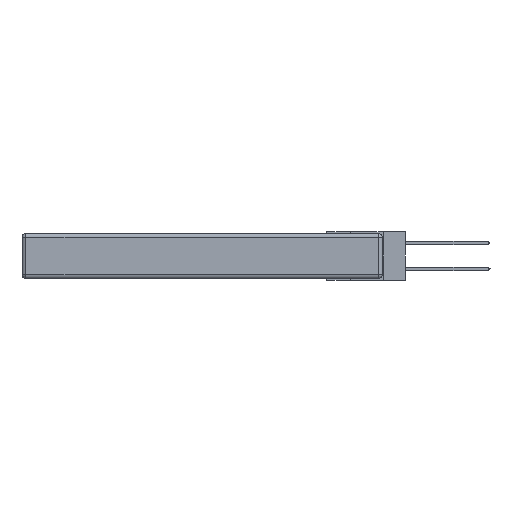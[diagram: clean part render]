
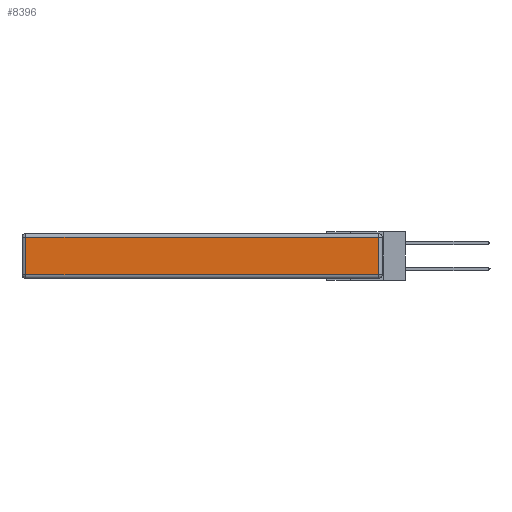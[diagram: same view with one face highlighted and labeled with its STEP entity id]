
A CAD part, left-side view. The second image highlights one B-rep face of the part: STEP entity #8396.
In plain terms, the highlighted planar face has unit normal (-1, 0, 0).
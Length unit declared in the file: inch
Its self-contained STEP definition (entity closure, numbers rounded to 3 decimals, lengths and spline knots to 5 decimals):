
#448 = ORIENTED_EDGE ( 'NONE', *, *, #28798, .T. ) ;
#1675 = LINE ( 'NONE', #11173, #13265 ) ;
#1874 = EDGE_CURVE ( 'NONE', #2014, #26470, #1675, .T. ) ;
#1947 = CARTESIAN_POINT ( 'NONE',  ( 0., 0.03, -0.03 ) ) ;
#2014 = VERTEX_POINT ( 'NONE', #10985 ) ;
#3177 = CARTESIAN_POINT ( 'NONE',  ( 0., 2.75, -0.03 ) ) ;
#3708 = LINE ( 'NONE', #21586, #9897 ) ;
#4000 = DIRECTION ( 'NONE',  ( 0., 0., 1. ) ) ;
#4409 = VERTEX_POINT ( 'NONE', #8239 ) ;
#5770 = VERTEX_POINT ( 'NONE', #1947 ) ;
#8239 = CARTESIAN_POINT ( 'NONE',  ( 0., 2.72, -0.03 ) ) ;
#8396 = ADVANCED_FACE ( 'NONE', ( #23933 ), #22345, .T. ) ;
#9199 = CARTESIAN_POINT ( 'NONE',  ( 0., 0., -0.343 ) ) ;
#9850 = VECTOR ( 'NONE', #11030, 39.37008 ) ;
#9897 = VECTOR ( 'NONE', #29236, 39.37008 ) ;
#10985 = CARTESIAN_POINT ( 'NONE',  ( 0., 2.72, -0.313 ) ) ;
#11030 = DIRECTION ( 'NONE',  ( 0., 1., 0. ) ) ;
#11065 = DIRECTION ( 'NONE',  ( 0., -1., 0. ) ) ;
#11173 = CARTESIAN_POINT ( 'NONE',  ( 0., 0., -0.313 ) ) ;
#13197 = EDGE_CURVE ( 'NONE', #26470, #5770, #3708, .T. ) ;
#13265 = VECTOR ( 'NONE', #11065, 39.37008 ) ;
#13426 = AXIS2_PLACEMENT_3D ( 'NONE', #9199, #19810, #4000 ) ;
#14225 = CARTESIAN_POINT ( 'NONE',  ( 0., 2.72, -0.343 ) ) ;
#15291 = ORIENTED_EDGE ( 'NONE', *, *, #1874, .T. ) ;
#18924 = VECTOR ( 'NONE', #30039, 39.37008 ) ;
#19735 = LINE ( 'NONE', #14225, #18924 ) ;
#19810 = DIRECTION ( 'NONE',  ( -1., 0., 0. ) ) ;
#21586 = CARTESIAN_POINT ( 'NONE',  ( 0., 0.03, -0.343 ) ) ;
#22345 = PLANE ( 'NONE',  #13426 ) ;
#22562 = EDGE_CURVE ( 'NONE', #4409, #2014, #19735, .T. ) ;
#23904 = LINE ( 'NONE', #3177, #9850 ) ;
#23933 = FACE_OUTER_BOUND ( 'NONE', #27618, .T. ) ;
#26470 = VERTEX_POINT ( 'NONE', #30492 ) ;
#27618 = EDGE_LOOP ( 'NONE', ( #15291, #33887, #448, #32607 ) ) ;
#28798 = EDGE_CURVE ( 'NONE', #5770, #4409, #23904, .T. ) ;
#29236 = DIRECTION ( 'NONE',  ( 0., 0., 1. ) ) ;
#30039 = DIRECTION ( 'NONE',  ( 0., 0., -1. ) ) ;
#30492 = CARTESIAN_POINT ( 'NONE',  ( 0., 0.03, -0.313 ) ) ;
#32607 = ORIENTED_EDGE ( 'NONE', *, *, #22562, .T. ) ;
#33887 = ORIENTED_EDGE ( 'NONE', *, *, #13197, .T. ) ;
